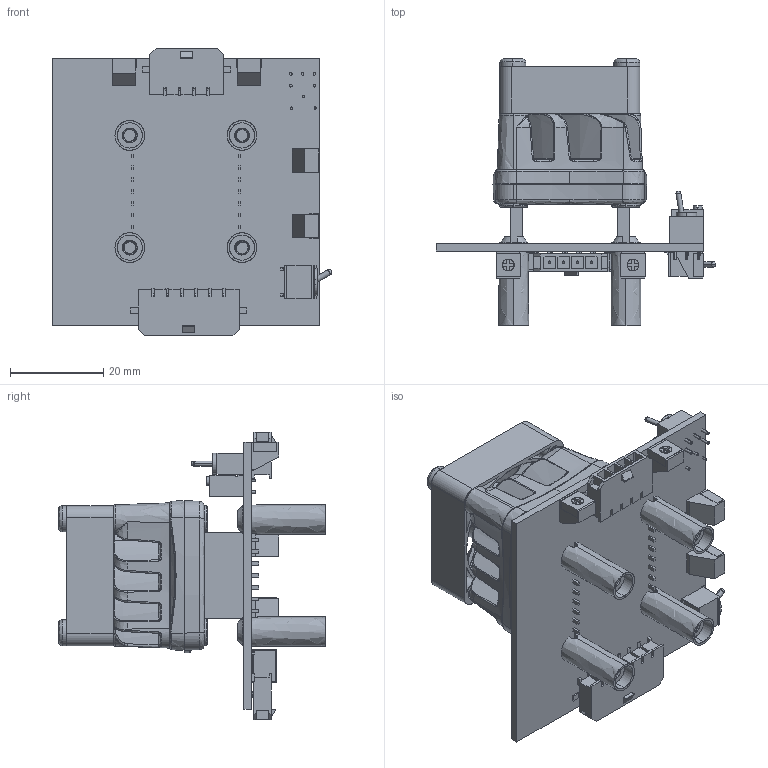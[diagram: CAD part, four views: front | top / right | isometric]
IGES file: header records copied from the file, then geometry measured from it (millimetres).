
Start section: SolidWorks IGES file using analytic representation for surfaces
Global section: file name: WHY5640 EVAL BRD with CONTROLLER_HEATSINK_FAN.IGS; native system: SolidWorks 2020; preprocessor: SolidWorks 2020; author: User; date: 210720.100352; units: inch
Bounding box: 59.76 x 57.12 x 61.58 mm (x, y, z)
Surface area: 34510.1 mm2 (no closed solid volume)
Topology: 0 solids, 0 shells, 2629 faces, 21314 edges, 21130 vertices
Faces by surface type: bspline 2002, revolution 627
